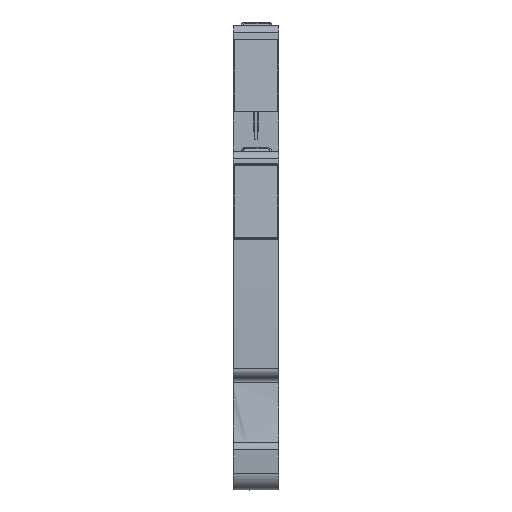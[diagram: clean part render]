
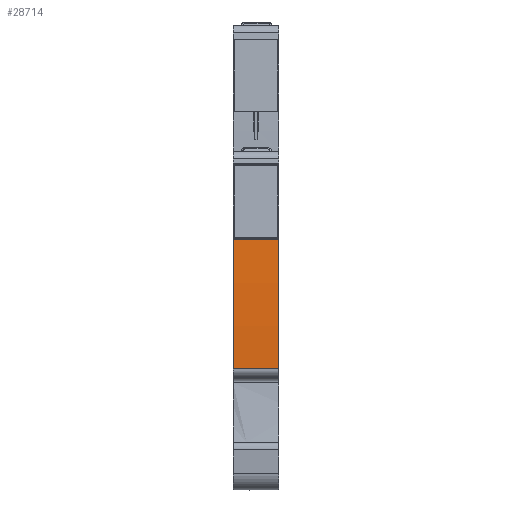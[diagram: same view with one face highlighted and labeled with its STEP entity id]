
A CAD part, front view. The second image highlights one B-rep face of the part: STEP entity #28714.
In plain terms, the highlighted cylindrical face has radius 154.9 mm (diameter 309.8 mm), a partial arc.
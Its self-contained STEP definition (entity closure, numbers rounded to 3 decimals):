
#28678=AXIS2_PLACEMENT_3D('Cylinder Axis2P3D',#28675,#28676,#28677) ;
#28682=AXIS2_PLACEMENT_3D('Circle Axis2P3D',#28680,#28681,$) ;
#28698=AXIS2_PLACEMENT_3D('Circle Axis2P3D',#28696,#28697,$) ;
#28675=CARTESIAN_POINT('Axis2P3D Location',(2.55,155.35,17.05)) ;
#28680=CARTESIAN_POINT('Axis2P3D Location',(5.1,155.35,17.05)) ;
#28684=CARTESIAN_POINT('Vertex',(5.1,0.825,27.819)) ;
#28686=CARTESIAN_POINT('Vertex',(5.1,0.492,13.45)) ;
#28689=CARTESIAN_POINT('Line Origine',(2.55,0.825,27.819)) ;
#28693=CARTESIAN_POINT('Vertex',(0.,0.825,27.819)) ;
#28696=CARTESIAN_POINT('Axis2P3D Location',(0.,155.35,17.05)) ;
#28700=CARTESIAN_POINT('Vertex',(0.,0.492,13.45)) ;
#28703=CARTESIAN_POINT('Line Origine',(2.55,0.492,13.45)) ;
#28676=DIRECTION('Axis2P3D Direction',(1.,0.,0.)) ;
#28677=DIRECTION('Axis2P3D XDirection',(0.,-0.992,0.127)) ;
#28681=DIRECTION('Axis2P3D Direction',(1.,0.,0.)) ;
#28690=DIRECTION('Vector Direction',(1.,0.,0.)) ;
#28697=DIRECTION('Axis2P3D Direction',(1.,0.,0.)) ;
#28704=DIRECTION('Vector Direction',(1.,0.,0.)) ;
#28691=VECTOR('Line Direction',#28690,1.) ;
#28705=VECTOR('Line Direction',#28704,1.) ;
#28709=ORIENTED_EDGE('',*,*,#28688,.F.) ;
#28710=ORIENTED_EDGE('',*,*,#28695,.F.) ;
#28711=ORIENTED_EDGE('',*,*,#28702,.T.) ;
#28712=ORIENTED_EDGE('',*,*,#28707,.F.) ;
#28714=ADVANCED_FACE('Assembly MLD_S2T_2-5_FT_PE',(#28713),#28679,.T.) ;
#28683=CIRCLE('generated circle',#28682,154.9) ;
#28699=CIRCLE('generated circle',#28698,154.9) ;
#28679=CYLINDRICAL_SURFACE('generated cylinder',#28678,154.9) ;
#28688=EDGE_CURVE('',#28685,#28687,#28683,.T.) ;
#28695=EDGE_CURVE('',#28694,#28685,#28692,.T.) ;
#28702=EDGE_CURVE('',#28694,#28701,#28699,.T.) ;
#28707=EDGE_CURVE('',#28687,#28701,#28706,.F.) ;
#28708=EDGE_LOOP('',(#28709,#28710,#28711,#28712)) ;
#28713=FACE_OUTER_BOUND('',#28708,.T.) ;
#28692=LINE('Line',#28689,#28691) ;
#28706=LINE('Line',#28703,#28705) ;
#28685=VERTEX_POINT('',#28684) ;
#28687=VERTEX_POINT('',#28686) ;
#28694=VERTEX_POINT('',#28693) ;
#28701=VERTEX_POINT('',#28700) ;
